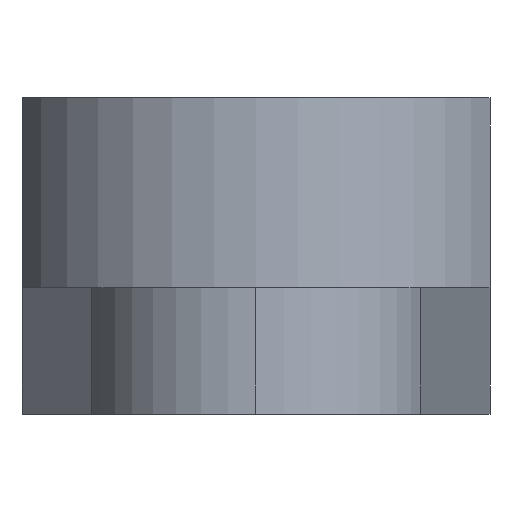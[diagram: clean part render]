
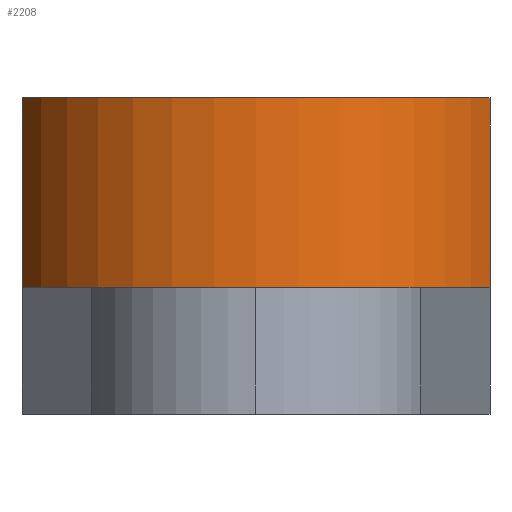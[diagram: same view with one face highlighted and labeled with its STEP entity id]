
A CAD part, left-side view. The second image highlights one B-rep face of the part: STEP entity #2208.
In plain terms, the highlighted cylindrical face has radius 4 mm (diameter 8 mm), a partial arc.
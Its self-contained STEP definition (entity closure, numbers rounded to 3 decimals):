
#112 = PLANE('',#113);
#113 = AXIS2_PLACEMENT_3D('',#114,#115,#116);
#114 = CARTESIAN_POINT('',(-1.7,3.7,0.));
#115 = DIRECTION('',(0.,1.,0.));
#116 = DIRECTION('',(1.,0.,0.));
#254 = PLANE('',#255);
#255 = AXIS2_PLACEMENT_3D('',#256,#257,#258);
#256 = CARTESIAN_POINT('',(1.7,-3.7,0.));
#257 = DIRECTION('',(0.,-1.,0.));
#258 = DIRECTION('',(-1.,0.,0.));
#846 = PLANE('',#847);
#847 = AXIS2_PLACEMENT_3D('',#848,#849,#850);
#848 = CARTESIAN_POINT('',(-15.24,1.481,2.));
#849 = DIRECTION('',(0.,0.,-1.));
#850 = DIRECTION('',(-1.,0.,0.));
#1050 = VERTEX_POINT('',#1051);
#1051 = CARTESIAN_POINT('',(-1.52,-3.7,5.));
#1064 = PLANE('',#1065);
#1065 = AXIS2_PLACEMENT_3D('',#1066,#1067,#1068);
#1066 = CARTESIAN_POINT('',(4.,0.,5.));
#1067 = DIRECTION('',(0.,0.,-1.));
#1068 = DIRECTION('',(-1.,0.,0.));
#1075 = EDGE_CURVE('',#1050,#1076,#1078,.T.);
#1076 = VERTEX_POINT('',#1077);
#1077 = CARTESIAN_POINT('',(-1.52,-3.7,2.));
#1078 = SURFACE_CURVE('',#1079,(#1083,#1089),.PCURVE_S1.);
#1079 = LINE('',#1080,#1081);
#1080 = CARTESIAN_POINT('',(-1.52,-3.7,0.));
#1081 = VECTOR('',#1082,1.);
#1082 = DIRECTION('',(0.,0.,-1.));
#1083 = PCURVE('',#254,#1084);
#1084 = DEFINITIONAL_REPRESENTATION('',(#1085),#1088);
#1085 = B_SPLINE_CURVE_WITH_KNOTS('',1,(#1086,#1087),.UNSPECIFIED.,.F.,
  .F.,(2,2),(-5.,-2.),.PIECEWISE_BEZIER_KNOTS.);
#1086 = CARTESIAN_POINT('',(3.22,-5.));
#1087 = CARTESIAN_POINT('',(3.22,-2.));
#1088 = ( GEOMETRIC_REPRESENTATION_CONTEXT(2) 
PARAMETRIC_REPRESENTATION_CONTEXT() REPRESENTATION_CONTEXT('2D SPACE',''
  ) );
#1089 = PCURVE('',#1090,#1095);
#1090 = CYLINDRICAL_SURFACE('',#1091,4.);
#1091 = AXIS2_PLACEMENT_3D('',#1092,#1093,#1094);
#1092 = CARTESIAN_POINT('',(0.,0.,0.));
#1093 = DIRECTION('',(0.,0.,-1.));
#1094 = DIRECTION('',(1.,0.,0.));
#1095 = DEFINITIONAL_REPRESENTATION('',(#1096),#1099);
#1096 = B_SPLINE_CURVE_WITH_KNOTS('',1,(#1097,#1098),.UNSPECIFIED.,.F.,
  .F.,(2,2),(-5.,-2.),.PIECEWISE_BEZIER_KNOTS.);
#1097 = CARTESIAN_POINT('',(1.961,-5.));
#1098 = CARTESIAN_POINT('',(1.961,-2.));
#1099 = ( GEOMETRIC_REPRESENTATION_CONTEXT(2) 
PARAMETRIC_REPRESENTATION_CONTEXT() REPRESENTATION_CONTEXT('2D SPACE',''
  ) );
#1337 = VERTEX_POINT('',#1338);
#1338 = CARTESIAN_POINT('',(-1.52,3.7,2.));
#1357 = EDGE_CURVE('',#1358,#1337,#1360,.T.);
#1358 = VERTEX_POINT('',#1359);
#1359 = CARTESIAN_POINT('',(-1.52,3.7,5.));
#1360 = SURFACE_CURVE('',#1361,(#1365,#1371),.PCURVE_S1.);
#1361 = LINE('',#1362,#1363);
#1362 = CARTESIAN_POINT('',(-1.52,3.7,0.));
#1363 = VECTOR('',#1364,1.);
#1364 = DIRECTION('',(0.,0.,-1.));
#1365 = PCURVE('',#112,#1366);
#1366 = DEFINITIONAL_REPRESENTATION('',(#1367),#1370);
#1367 = B_SPLINE_CURVE_WITH_KNOTS('',1,(#1368,#1369),.UNSPECIFIED.,.F.,
  .F.,(2,2),(-5.,-2.),.PIECEWISE_BEZIER_KNOTS.);
#1368 = CARTESIAN_POINT('',(0.18,-5.));
#1369 = CARTESIAN_POINT('',(0.18,-2.));
#1370 = ( GEOMETRIC_REPRESENTATION_CONTEXT(2) 
PARAMETRIC_REPRESENTATION_CONTEXT() REPRESENTATION_CONTEXT('2D SPACE',''
  ) );
#1371 = PCURVE('',#1090,#1372);
#1372 = DEFINITIONAL_REPRESENTATION('',(#1373),#1376);
#1373 = B_SPLINE_CURVE_WITH_KNOTS('',1,(#1374,#1375),.UNSPECIFIED.,.F.,
  .F.,(2,2),(-5.,-2.),.PIECEWISE_BEZIER_KNOTS.);
#1374 = CARTESIAN_POINT('',(4.323,-5.));
#1375 = CARTESIAN_POINT('',(4.323,-2.));
#1376 = ( GEOMETRIC_REPRESENTATION_CONTEXT(2) 
PARAMETRIC_REPRESENTATION_CONTEXT() REPRESENTATION_CONTEXT('2D SPACE',''
  ) );
#2177 = EDGE_CURVE('',#1076,#1337,#2178,.T.);
#2178 = SURFACE_CURVE('',#2179,(#2184,#2191),.PCURVE_S1.);
#2179 = CIRCLE('',#2180,4.);
#2180 = AXIS2_PLACEMENT_3D('',#2181,#2182,#2183);
#2181 = CARTESIAN_POINT('',(0.,0.,2.));
#2182 = DIRECTION('',(0.,0.,-1.));
#2183 = DIRECTION('',(1.,0.,0.));
#2184 = PCURVE('',#846,#2185);
#2185 = DEFINITIONAL_REPRESENTATION('',(#2186),#2190);
#2186 = CIRCLE('',#2187,4.);
#2187 = AXIS2_PLACEMENT_2D('',#2188,#2189);
#2188 = CARTESIAN_POINT('',(-15.24,-1.481));
#2189 = DIRECTION('',(-1.,0.));
#2190 = ( GEOMETRIC_REPRESENTATION_CONTEXT(2) 
PARAMETRIC_REPRESENTATION_CONTEXT() REPRESENTATION_CONTEXT('2D SPACE',''
  ) );
#2191 = PCURVE('',#1090,#2192);
#2192 = DEFINITIONAL_REPRESENTATION('',(#2193),#2197);
#2193 = LINE('',#2194,#2195);
#2194 = CARTESIAN_POINT('',(0.,-2.));
#2195 = VECTOR('',#2196,1.);
#2196 = DIRECTION('',(1.,0.));
#2197 = ( GEOMETRIC_REPRESENTATION_CONTEXT(2) 
PARAMETRIC_REPRESENTATION_CONTEXT() REPRESENTATION_CONTEXT('2D SPACE',''
  ) );
#2208 = ADVANCED_FACE('',(#2209),#1090,.T.);
#2209 = FACE_BOUND('',#2210,.T.);
#2210 = EDGE_LOOP('',(#2211,#2212,#2213,#2214));
#2211 = ORIENTED_EDGE('',*,*,#1357,.T.);
#2212 = ORIENTED_EDGE('',*,*,#2177,.F.);
#2213 = ORIENTED_EDGE('',*,*,#1075,.F.);
#2214 = ORIENTED_EDGE('',*,*,#2215,.F.);
#2215 = EDGE_CURVE('',#1358,#1050,#2216,.T.);
#2216 = SURFACE_CURVE('',#2217,(#2222,#2251),.PCURVE_S1.);
#2217 = CIRCLE('',#2218,4.);
#2218 = AXIS2_PLACEMENT_3D('',#2219,#2220,#2221);
#2219 = CARTESIAN_POINT('',(0.,0.,5.));
#2220 = DIRECTION('',(0.,0.,1.));
#2221 = DIRECTION('',(1.,0.,0.));
#2222 = PCURVE('',#1090,#2223);
#2223 = DEFINITIONAL_REPRESENTATION('',(#2224),#2250);
#2224 = B_SPLINE_CURVE_WITH_KNOTS('',3,(#2225,#2226,#2227,#2228,#2229,
    #2230,#2231,#2232,#2233,#2234,#2235,#2236,#2237,#2238,#2239,#2240,
    #2241,#2242,#2243,#2244,#2245,#2246,#2247,#2248,#2249),
  .UNSPECIFIED.,.F.,.F.,(4,1,1,1,1,1,1,1,1,1,1,1,1,1,1,1,1,1,1,1,1,1,4),
  (0.,0.286,0.571,0.857,1.142,
    1.428,1.714,1.999,2.285,
    2.57,2.856,3.142,3.427,
    3.713,3.998,4.284,4.57,
    4.855,5.141,5.426,5.712,
    5.998,6.283),.QUASI_UNIFORM_KNOTS.);
#2225 = CARTESIAN_POINT('',(6.283,-5.));
#2226 = CARTESIAN_POINT('',(6.188,-5.));
#2227 = CARTESIAN_POINT('',(5.998,-5.));
#2228 = CARTESIAN_POINT('',(5.712,-5.));
#2229 = CARTESIAN_POINT('',(5.426,-5.));
#2230 = CARTESIAN_POINT('',(5.141,-5.));
#2231 = CARTESIAN_POINT('',(4.855,-5.));
#2232 = CARTESIAN_POINT('',(4.57,-5.));
#2233 = CARTESIAN_POINT('',(4.284,-5.));
#2234 = CARTESIAN_POINT('',(3.998,-5.));
#2235 = CARTESIAN_POINT('',(3.713,-5.));
#2236 = CARTESIAN_POINT('',(3.427,-5.));
#2237 = CARTESIAN_POINT('',(3.142,-5.));
#2238 = CARTESIAN_POINT('',(2.856,-5.));
#2239 = CARTESIAN_POINT('',(2.57,-5.));
#2240 = CARTESIAN_POINT('',(2.285,-5.));
#2241 = CARTESIAN_POINT('',(1.999,-5.));
#2242 = CARTESIAN_POINT('',(1.714,-5.));
#2243 = CARTESIAN_POINT('',(1.428,-5.));
#2244 = CARTESIAN_POINT('',(1.142,-5.));
#2245 = CARTESIAN_POINT('',(0.857,-5.));
#2246 = CARTESIAN_POINT('',(0.571,-5.));
#2247 = CARTESIAN_POINT('',(0.286,-5.));
#2248 = CARTESIAN_POINT('',(0.095,-5.));
#2249 = CARTESIAN_POINT('',(0.,-5.));
#2250 = ( GEOMETRIC_REPRESENTATION_CONTEXT(2) 
PARAMETRIC_REPRESENTATION_CONTEXT() REPRESENTATION_CONTEXT('2D SPACE',''
  ) );
#2251 = PCURVE('',#1064,#2252);
#2252 = DEFINITIONAL_REPRESENTATION('',(#2253),#2261);
#2253 = ( BOUNDED_CURVE() B_SPLINE_CURVE(2,(#2254,#2255,#2256,#2257,
#2258,#2259,#2260),.UNSPECIFIED.,.F.,.F.) B_SPLINE_CURVE_WITH_KNOTS((1,2
    ,2,2,2,1),(-2.094,0.,2.094,4.189,
6.283,8.378),.UNSPECIFIED.) CURVE() 
GEOMETRIC_REPRESENTATION_ITEM() RATIONAL_B_SPLINE_CURVE((1.,0.5,1.,0.5,
1.,0.5,1.)) REPRESENTATION_ITEM('') );
#2254 = CARTESIAN_POINT('',(0.,0.));
#2255 = CARTESIAN_POINT('',(0.,6.928));
#2256 = CARTESIAN_POINT('',(6.,3.464));
#2257 = CARTESIAN_POINT('',(12.,0.));
#2258 = CARTESIAN_POINT('',(6.,-3.464));
#2259 = CARTESIAN_POINT('',(0.,-6.928));
#2260 = CARTESIAN_POINT('',(0.,0.));
#2261 = ( GEOMETRIC_REPRESENTATION_CONTEXT(2) 
PARAMETRIC_REPRESENTATION_CONTEXT() REPRESENTATION_CONTEXT('2D SPACE',''
  ) );
